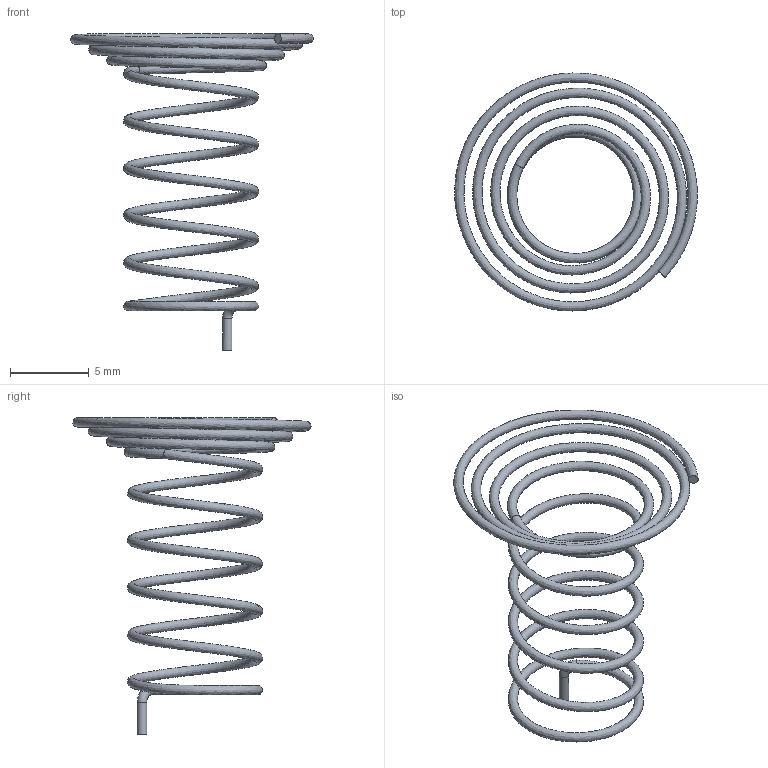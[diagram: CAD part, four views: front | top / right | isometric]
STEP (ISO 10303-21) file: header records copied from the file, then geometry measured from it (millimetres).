
FILE_DESCRIPTION(('STEP AP214'), '1');
FILE_NAME('ïðóæèíà ïîä óãëîì', '2022-07-25T10:54:51', ('ava'), (''), 'ASCON STEP Converter 1.3', 'ASCON Math Kernel', '');
FILE_SCHEMA(('AUTOMOTIVE_DESIGN { 1 0 10303 214 3 1 1}'));
Length unit declared in the file: millimetre
Products named in the file (2): 5; 6
Assembly tree (1 placements, depth 2):
  5
    6
Bounding box: 15.42 x 15.12 x 20.11 mm (x, y, z)
Volume: 79 mm3; surface area: 528.6 mm2
Topology: 1 solids, 1 shells, 9 faces, 22 edges, 14 vertices
Faces by surface type: plane 4, bspline 3, torus 1, cylinder 1
Full cylindrical faces by diameter (mm): 0.6 x1
Entity records: 2164 total; most frequent: CARTESIAN_POINT 1914, ORIENTED_EDGE 30, DIRECTION 24, EDGE_CURVE 15, EDGE_LOOP 14, VERTEX_POINT 14, AXIS2_PLACEMENT_3D 12, FACE_BOUND 12
